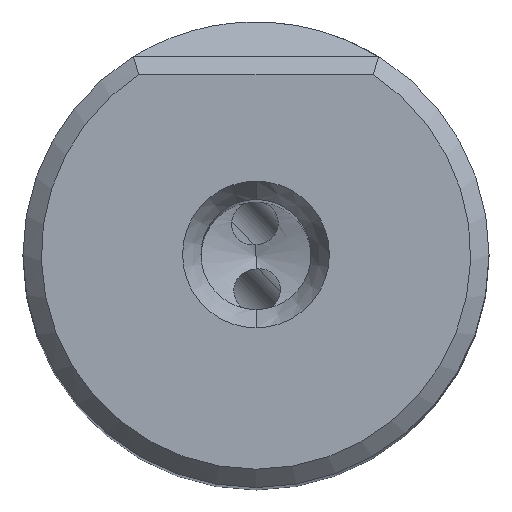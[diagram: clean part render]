
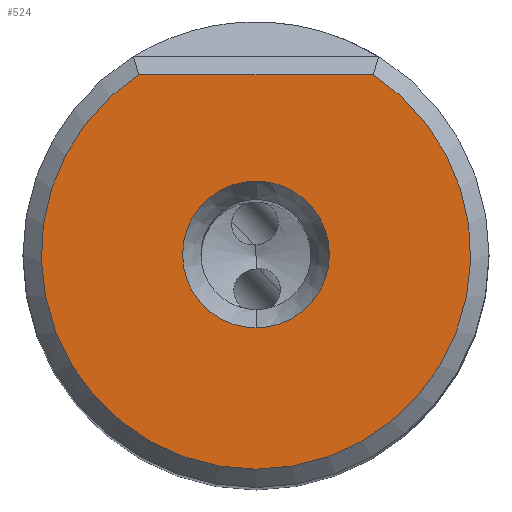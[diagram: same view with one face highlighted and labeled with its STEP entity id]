
A CAD part, top view. The second image highlights one B-rep face of the part: STEP entity #524.
In plain terms, the highlighted planar face has unit normal (0, 0, 1).
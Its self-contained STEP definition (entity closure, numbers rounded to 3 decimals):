
#59=FACE_BOUND('',#973,.T.);
#60=FACE_BOUND('',#974,.T.);
#433=PLANE('',#4239);
#524=ADVANCED_FACE('',(#59,#60),#433,.T.);
#973=EDGE_LOOP('',(#1567,#1568));
#974=EDGE_LOOP('',(#1569,#1570));
#1191=CIRCLE('',#4232,11.7);
#1193=CIRCLE('',#4236,4.);
#1194=CIRCLE('',#4238,4.);
#1567=ORIENTED_EDGE('',*,*,#3135,.F.);
#1568=ORIENTED_EDGE('',*,*,#3136,.F.);
#1569=ORIENTED_EDGE('',*,*,#3129,.T.);
#1570=ORIENTED_EDGE('',*,*,#3131,.T.);
#2677=VERTEX_POINT('',#6155);
#2678=VERTEX_POINT('',#6157);
#2679=VERTEX_POINT('',#6167);
#2682=VERTEX_POINT('',#6172);
#3129=EDGE_CURVE('',#2678,#2677,#1191,.T.);
#3131=EDGE_CURVE('',#2677,#2678,#3673,.T.);
#3135=EDGE_CURVE('',#2682,#2679,#1193,.T.);
#3136=EDGE_CURVE('',#2679,#2682,#1194,.T.);
#3673=LINE('',#6164,#3886);
#3886=VECTOR('',#4793,1.);
#4232=AXIS2_PLACEMENT_3D('',#6156,#4789,#4790);
#4236=AXIS2_PLACEMENT_3D('',#6173,#4800,#4801);
#4238=AXIS2_PLACEMENT_3D('',#6175,#4804,#4805);
#4239=AXIS2_PLACEMENT_3D('',#6176,#4806,#4807);
#4789=DIRECTION('',(0.,0.,1.));
#4790=DIRECTION('',(-0.546,0.838,0.));
#4793=DIRECTION('',(-1.,0.,0.));
#4800=DIRECTION('',(0.,0.,1.));
#4801=DIRECTION('',(0.,1.,0.));
#4804=DIRECTION('',(0.,0.,1.));
#4805=DIRECTION('',(0.,-1.,0.));
#4806=DIRECTION('',(0.,0.,1.));
#4807=DIRECTION('',(1.,0.,0.));
#6155=CARTESIAN_POINT('',(6.391,9.8,43.656));
#6156=CARTESIAN_POINT('',(0.,0.,43.656));
#6157=CARTESIAN_POINT('',(-6.391,9.8,43.656));
#6164=CARTESIAN_POINT('',(6.391,9.8,43.656));
#6167=CARTESIAN_POINT('',(0.,-4.,43.656));
#6172=CARTESIAN_POINT('',(0.,4.,43.656));
#6173=CARTESIAN_POINT('',(0.,0.,43.656));
#6175=CARTESIAN_POINT('',(0.,0.,43.656));
#6176=CARTESIAN_POINT('',(0.,-1.05,43.656));
